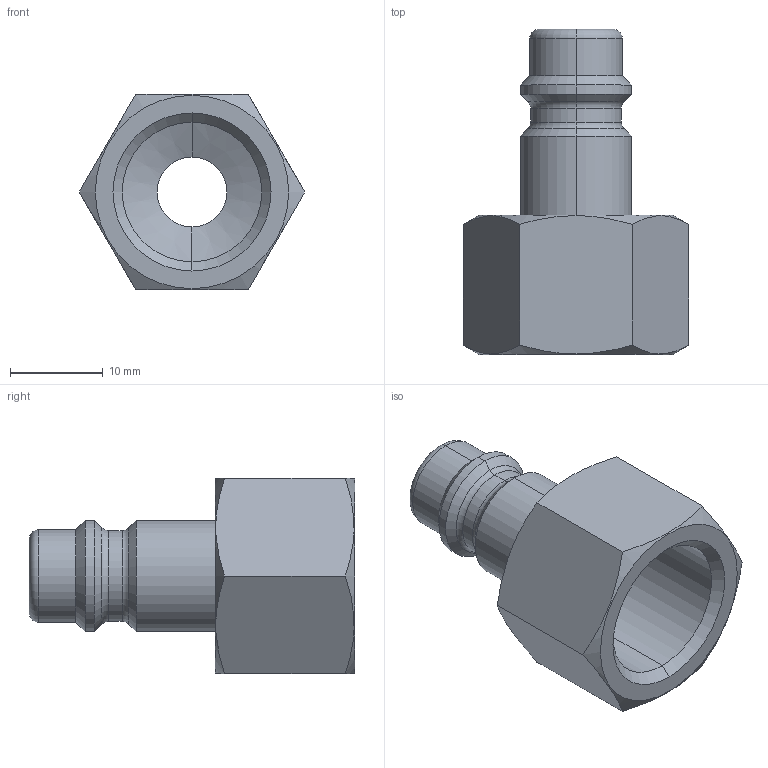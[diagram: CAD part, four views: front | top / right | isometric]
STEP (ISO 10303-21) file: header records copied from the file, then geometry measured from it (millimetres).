
FILE_DESCRIPTION (( 'STEP AP203' ), '1' );
FILE_NAME ('X7101103.STEP', '2011-10-27T11:35:25', ( 'SP' ), ( 'sopra-pneumatic' ), 'SwSTEP 2.0', 'SolidWorks 2011', '' );
FILE_SCHEMA (( 'CONFIG_CONTROL_DESIGN' ));
Length unit declared in the file: millimetre
Products named in the file (1): X7101103
Bounding box: 24.25 x 35 x 21 mm (x, y, z)
Volume: 4306.8 mm3; surface area: 3479.5 mm2
Topology: 1 solids, 1 shells, 41 faces, 90 edges, 52 vertices
Faces by surface type: cone 14, cylinder 12, plane 9, torus 6
Entity records: 1299 total; most frequent: CARTESIAN_POINT 320, DIRECTION 200, ORIENTED_EDGE 180, EDGE_CURVE 90, AXIS2_PLACEMENT_3D 84, VERTEX_POINT 52, EDGE_LOOP 44, CIRCLE 42
